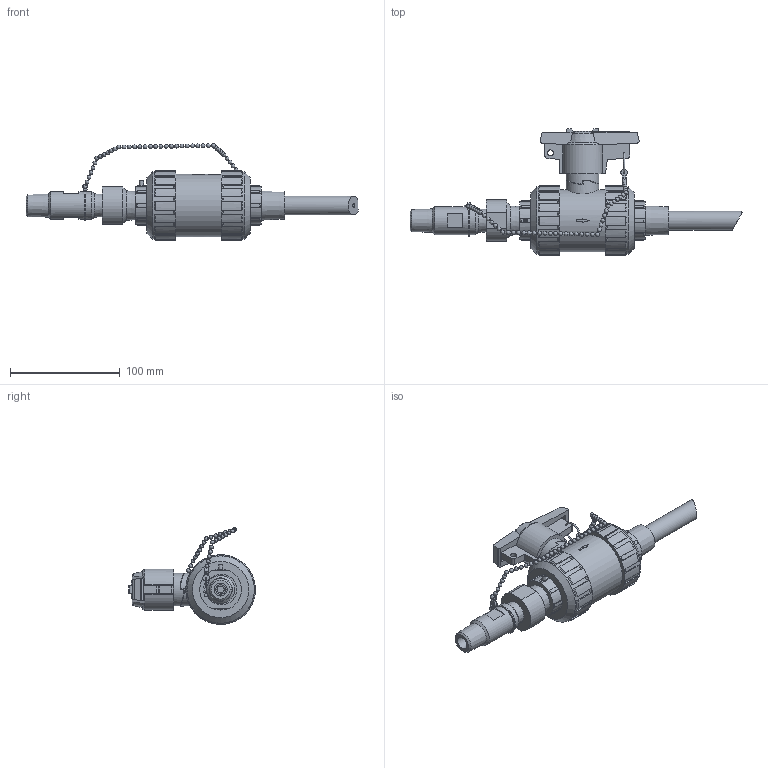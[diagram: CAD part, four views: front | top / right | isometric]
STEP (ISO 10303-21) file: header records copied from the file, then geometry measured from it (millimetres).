
FILE_DESCRIPTION((''),'2;1');
FILE_NAME('CCS-56-PVDF_R0.stp','2017-08-01T11:22:55',('salesdesk5'),(''),'Autodesk Inventor 2009','Autodesk Inventor 2009','');
FILE_SCHEMA(('AUTOMOTIVE_DESIGN { 1 0 10303 214 1 1 1 1 }'));
Length unit declared in the file: inch
Products named in the file (1): CCS-56-PVDF_R0
Bounding box: 302.82 x 115.65 x 88.18 mm (x, y, z)
Volume: 414299.1 mm3; surface area: 75266.3 mm2
Topology: 1 solids, 4 shells, 602 faces, 1614 edges, 1040 vertices
Faces by surface type: plane 294, cone 109, cylinder 78, bspline 62, sphere 49, torus 10
Full cylindrical faces by diameter (mm): 2 x1, 3.175 x1, 3.81 x1, 5.5 x1, 6.35 x2, 11.906 x1, 14.173 x1, 14.224 x1, 17.145 x1, 25.4 x2, 29.98 x1, 30 x1, 34.544 x2, 37.338 x2, 45.745 x2, 54.864 x2, 56.7 x1, 61.519 x2, 63.5 x2
Entity records: 19937 total; most frequent: CARTESIAN_POINT 5412, DIRECTION 2941, ORIENTED_EDGE 2832, EDGE_CURVE 1416, AXIS2_PLACEMENT_3D 1074, VERTEX_POINT 995, EDGE_LOOP 797, VECTOR 793
